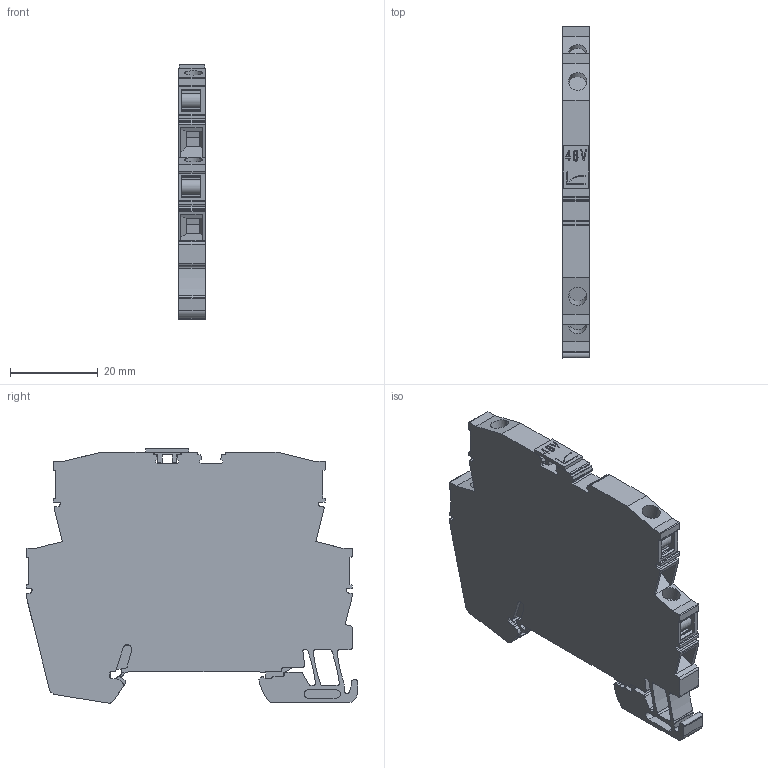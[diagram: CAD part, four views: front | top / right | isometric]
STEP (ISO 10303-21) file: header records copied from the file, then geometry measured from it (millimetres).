
FILE_DESCRIPTION(('CATIA V5R24 STEP','CAx-IF Rec.Pracs.--- Model Styling and Organization---1.2---2011-12-15'),'2;1');
FILE_NAME ('9523852_3_1063780000_S3D_VSSC4_CL_XXX_48VAC-DC_0-5A.stp','2017-11-15T13:32:53+00:00',('none'),('Weidmueller'),'CATIA Version 5-6 Release 2014 SP4','CATIA V5 STEP AP214','none');
FILE_SCHEMA(('AUTOMOTIVE_DESIGN { 1 0 10303 214 1 1 1 1 }'));
Length unit declared in the file: millimetre
Products named in the file (1): 1063740000
Bounding box: 6.1 x 75.7 x 58.04 mm (x, y, z)
Volume: 15009.1 mm3; surface area: 15420.4 mm2
Topology: 8 solids, 8 shells, 724 faces, 2071 edges, 1383 vertices
Faces by surface type: plane 474, cylinder 234, extrusion 16
Entity records: 24066 total; most frequent: CARTESIAN_POINT 4876, ORIENTED_EDGE 4142, DIRECTION 3225, EDGE_CURVE 2071, VECTOR 1562, LINE 1546, VERTEX_POINT 1383, AXIS2_PLACEMENT_3D 1057
